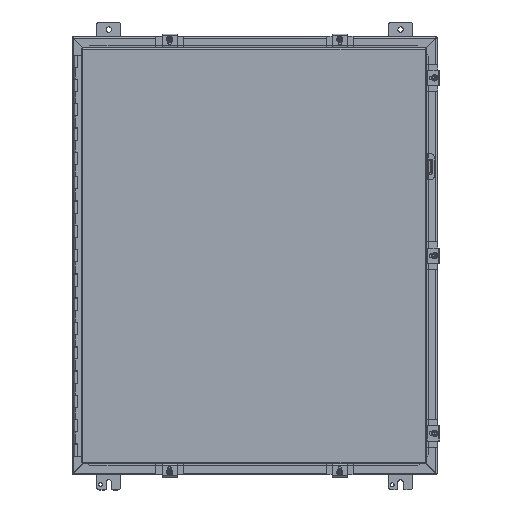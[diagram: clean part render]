
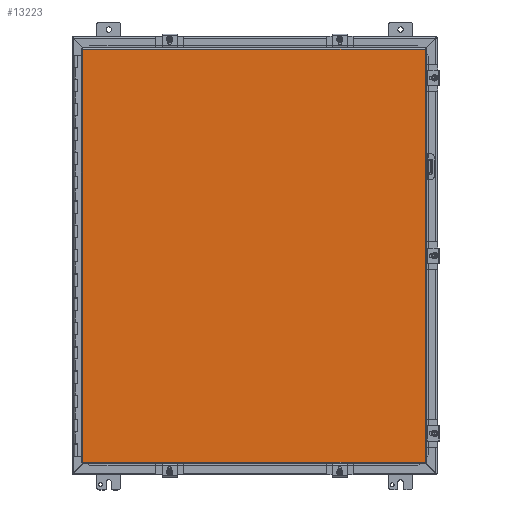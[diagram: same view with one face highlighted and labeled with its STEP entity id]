
A CAD part, top view. The second image highlights one B-rep face of the part: STEP entity #13223.
In plain terms, the highlighted face is planar.
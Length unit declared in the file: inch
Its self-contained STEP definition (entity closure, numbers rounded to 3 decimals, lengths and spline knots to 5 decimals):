
#1184=LINE('',#21184,#2516);
#1190=LINE('',#21305,#2522);
#1200=LINE('',#21458,#2532);
#1203=LINE('',#21491,#2535);
#2516=VECTOR('',#16605,0.3937);
#2522=VECTOR('',#16619,0.3937);
#2532=VECTOR('',#16641,0.3937);
#2535=VECTOR('',#16650,0.3937);
#3706=PLANE('',#14415);
#4288=FACE_OUTER_BOUND('',#5029,.T.);
#5029=EDGE_LOOP('',(#10648,#10649,#10650,#10651));
#6409=VERTEX_POINT('',#21175);
#6410=VERTEX_POINT('',#21183);
#6413=VERTEX_POINT('',#21253);
#6414=VERTEX_POINT('',#21297);
#7915=EDGE_CURVE('',#6410,#6409,#1184,.T.);
#7928=EDGE_CURVE('',#6413,#6414,#1190,.T.);
#7945=EDGE_CURVE('',#6409,#6413,#1200,.T.);
#7949=EDGE_CURVE('',#6414,#6410,#1203,.T.);
#10648=ORIENTED_EDGE('',*,*,#7945,.T.);
#10649=ORIENTED_EDGE('',*,*,#7928,.T.);
#10650=ORIENTED_EDGE('',*,*,#7949,.T.);
#10651=ORIENTED_EDGE('',*,*,#7915,.T.);
#13223=ADVANCED_FACE('',(#4288),#3706,.F.);
#14415=AXIS2_PLACEMENT_3D('',#21571,#16664,#16665);
#16605=DIRECTION('',(-1.,0.,0.));
#16619=DIRECTION('',(1.,0.,0.));
#16641=DIRECTION('',(0.,1.,0.));
#16650=DIRECTION('',(0.,-1.,0.));
#16664=DIRECTION('center_axis',(0.,0.,1.));
#16665=DIRECTION('ref_axis',(1.,0.,0.));
#21175=CARTESIAN_POINT('',(-14.08225,-16.9885,0.));
#21183=CARTESIAN_POINT('',(14.08225,-16.9885,0.));
#21184=CARTESIAN_POINT('',(7.04113,-16.9885,0.));
#21253=CARTESIAN_POINT('',(-14.08225,16.9885,0.));
#21297=CARTESIAN_POINT('',(14.08225,16.9885,0.));
#21305=CARTESIAN_POINT('',(-7.09375,16.9885,0.));
#21458=CARTESIAN_POINT('',(-14.08225,-8.49425,0.));
#21491=CARTESIAN_POINT('',(14.08225,8.49425,0.));
#21571=CARTESIAN_POINT('Origin',(0.,0.,
0.));
